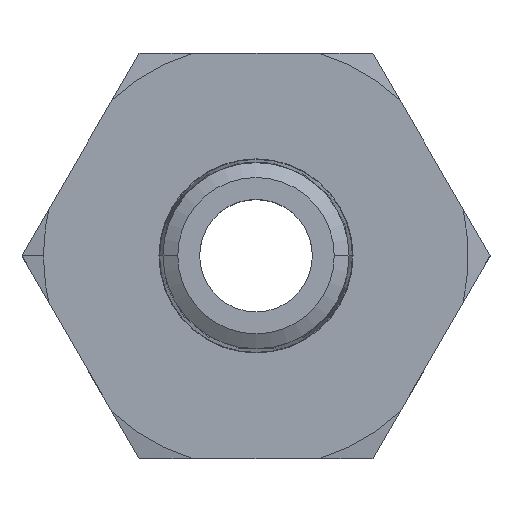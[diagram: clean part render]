
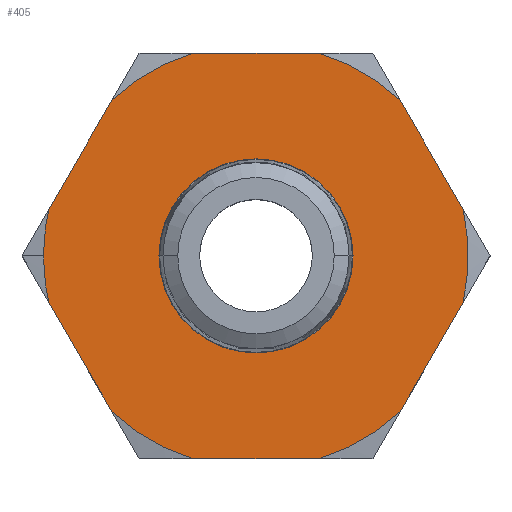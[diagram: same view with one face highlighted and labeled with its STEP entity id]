
A CAD part, top view. The second image highlights one B-rep face of the part: STEP entity #405.
In plain terms, the highlighted planar face has unit normal (0, 0, 1).
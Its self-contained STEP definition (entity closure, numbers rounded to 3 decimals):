
#119 = CARTESIAN_POINT ( 'NONE',  ( 5.628, -18., 8.067 ) ) ;
#122 = CIRCLE ( 'NONE', #172, 8.618 ) ;
#133 = CARTESIAN_POINT ( 'NONE',  ( 18.402, -4.126, 8.067 ) ) ;
#169 = DIRECTION ( 'NONE',  ( 1., 0., 0. ) ) ;
#170 = DIRECTION ( 'NONE',  ( 0., 0., 1. ) ) ;
#171 = CARTESIAN_POINT ( 'NONE',  ( 0., 0., 8.067 ) ) ;
#172 = AXIS2_PLACEMENT_3D ( 'NONE', #171, #170, #169 ) ;
#210 = DIRECTION ( 'NONE',  ( -0.5, -0.866, 0. ) ) ;
#211 = VECTOR ( 'NONE', #210, 1000. ) ;
#212 = CARTESIAN_POINT ( 'NONE',  ( 24.588, 6.588, 8.067 ) ) ;
#213 = LINE ( 'NONE', #212, #211 ) ;
#224 = CARTESIAN_POINT ( 'NONE',  ( -5.628, -18., 8.067 ) ) ;
#225 = DIRECTION ( 'NONE',  ( -1., 0., 0. ) ) ;
#226 = VECTOR ( 'NONE', #225, 1000. ) ;
#227 = CARTESIAN_POINT ( 'NONE',  ( 0., -18., 8.067 ) ) ;
#228 = LINE ( 'NONE', #227, #226 ) ;
#229 = CARTESIAN_POINT ( 'NONE',  ( 12.775, -13.874, 8.067 ) ) ;
#249 = EDGE_CURVE ( 'NONE', #252, #283, #808, .T. ) ;
#252 = VERTEX_POINT ( 'NONE', #800 ) ;
#255 = VERTEX_POINT ( 'NONE', #842 ) ;
#275 = VERTEX_POINT ( 'NONE', #925 ) ;
#280 = EDGE_CURVE ( 'NONE', #275, #281, #955, .T. ) ;
#281 = VERTEX_POINT ( 'NONE', #950 ) ;
#283 = VERTEX_POINT ( 'NONE', #943 ) ;
#303 = ORIENTED_EDGE ( 'NONE', *, *, #829, .F. ) ;
#304 = ORIENTED_EDGE ( 'NONE', *, *, #305, .T. ) ;
#305 = EDGE_CURVE ( 'NONE', #864, #792, #899, .T. ) ;
#309 = VERTEX_POINT ( 'NONE', #1011 ) ;
#334 = EDGE_CURVE ( 'NONE', #255, #309, #1009, .T. ) ;
#342 = ORIENTED_EDGE ( 'NONE', *, *, #345, .T. ) ;
#343 = ORIENTED_EDGE ( 'NONE', *, *, #721, .F. ) ;
#345 = EDGE_CURVE ( 'NONE', #252, #672, #1037, .T. ) ;
#346 = ORIENTED_EDGE ( 'NONE', *, *, #249, .F. ) ;
#347 = EDGE_CURVE ( 'NONE', #275, #283, #1086, .T. ) ;
#348 = ORIENTED_EDGE ( 'NONE', *, *, #334, .F. ) ;
#349 = ORIENTED_EDGE ( 'NONE', *, *, #350, .T. ) ;
#350 = EDGE_CURVE ( 'NONE', #255, #281, #1000, .T. ) ;
#351 = ORIENTED_EDGE ( 'NONE', *, *, #280, .F. ) ;
#352 = ORIENTED_EDGE ( 'NONE', *, *, #637, .T. ) ;
#353 = ORIENTED_EDGE ( 'NONE', *, *, #618, .F. ) ;
#354 = ORIENTED_EDGE ( 'NONE', *, *, #355, .T. ) ;
#355 = EDGE_CURVE ( 'NONE', #634, #832, #995, .T. ) ;
#357 = EDGE_LOOP ( 'NONE', ( #365, #343 ) ) ;
#365 = ORIENTED_EDGE ( 'NONE', *, *, #845, .F. ) ;
#367 = ORIENTED_EDGE ( 'NONE', *, *, #347, .T. ) ;
#369 = ORIENTED_EDGE ( 'NONE', *, *, #872, .F. ) ;
#370 = ORIENTED_EDGE ( 'NONE', *, *, #376, .T. ) ;
#376 = EDGE_CURVE ( 'NONE', #790, #309, #1099, .T. ) ;
#405 = ADVANCED_FACE ( 'NONE', ( #1168, #1172 ), #1171, .F. ) ;
#411 = EDGE_LOOP ( 'NONE', ( #367, #346, #342, #352, #353, #354, #303, #304, #369, #370, #348, #349, #351 ) ) ;
#618 = EDGE_CURVE ( 'NONE', #634, #673, #1476, .T. ) ;
#634 = VERTEX_POINT ( 'NONE', #1448 ) ;
#637 = EDGE_CURVE ( 'NONE', #672, #673, #1574, .T. ) ;
#672 = VERTEX_POINT ( 'NONE', #1539 ) ;
#673 = VERTEX_POINT ( 'NONE', #1538 ) ;
#721 = EDGE_CURVE ( 'NONE', #739, #738, #1719, .T. ) ;
#738 = VERTEX_POINT ( 'NONE', #1699 ) ;
#739 = VERTEX_POINT ( 'NONE', #1698 ) ;
#790 = VERTEX_POINT ( 'NONE', #133 ) ;
#792 = VERTEX_POINT ( 'NONE', #229 ) ;
#800 = CARTESIAN_POINT ( 'NONE',  ( -18.402, 4.126, 8.067 ) ) ;
#805 = DIRECTION ( 'NONE',  ( 0.5, 0.866, 0. ) ) ;
#806 = VECTOR ( 'NONE', #805, 1000. ) ;
#807 = CARTESIAN_POINT ( 'NONE',  ( -6.588, 24.588, 8.067 ) ) ;
#808 = LINE ( 'NONE', #807, #806 ) ;
#829 = EDGE_CURVE ( 'NONE', #864, #832, #228, .T. ) ;
#832 = VERTEX_POINT ( 'NONE', #224 ) ;
#842 = CARTESIAN_POINT ( 'NONE',  ( 12.775, 13.874, 8.067 ) ) ;
#845 = EDGE_CURVE ( 'NONE', #738, #739, #122, .T. ) ;
#864 = VERTEX_POINT ( 'NONE', #119 ) ;
#872 = EDGE_CURVE ( 'NONE', #790, #792, #213, .T. ) ;
#896 = DIRECTION ( 'NONE',  ( 1., 0., 0. ) ) ;
#897 = DIRECTION ( 'NONE',  ( 0., 0., 1. ) ) ;
#898 = AXIS2_PLACEMENT_3D ( 'NONE', #906, #897, #896 ) ;
#899 = CIRCLE ( 'NONE', #898, 18.859 ) ;
#906 = CARTESIAN_POINT ( 'NONE',  ( 0., 0., 8.067 ) ) ;
#925 = CARTESIAN_POINT ( 'NONE',  ( -5.628, 18., 8.067 ) ) ;
#939 = VECTOR ( 'NONE', #951, 1000. ) ;
#943 = CARTESIAN_POINT ( 'NONE',  ( -12.775, 13.874, 8.067 ) ) ;
#950 = CARTESIAN_POINT ( 'NONE',  ( 5.628, 18., 8.067 ) ) ;
#951 = DIRECTION ( 'NONE',  ( 1., 0., 0. ) ) ;
#954 = CARTESIAN_POINT ( 'NONE',  ( 0., 18., 8.067 ) ) ;
#955 = LINE ( 'NONE', #954, #939 ) ;
#991 = DIRECTION ( 'NONE',  ( 1., 0., 0. ) ) ;
#992 = DIRECTION ( 'NONE',  ( 0., 0., 1. ) ) ;
#993 = CARTESIAN_POINT ( 'NONE',  ( 0., 0., 8.067 ) ) ;
#994 = AXIS2_PLACEMENT_3D ( 'NONE', #993, #992, #991 ) ;
#995 = CIRCLE ( 'NONE', #994, 18.859 ) ;
#996 = DIRECTION ( 'NONE',  ( 1., 0., 0. ) ) ;
#997 = DIRECTION ( 'NONE',  ( 0., 0., 1. ) ) ;
#998 = CARTESIAN_POINT ( 'NONE',  ( 0., 0., 8.067 ) ) ;
#999 = AXIS2_PLACEMENT_3D ( 'NONE', #998, #997, #996 ) ;
#1000 = CIRCLE ( 'NONE', #999, 18.859 ) ;
#1001 = DIRECTION ( 'NONE',  ( 0.5, -0.866, 0. ) ) ;
#1002 = VECTOR ( 'NONE', #1001, 1000. ) ;
#1003 = CARTESIAN_POINT ( 'NONE',  ( 6.588, 24.588, 8.067 ) ) ;
#1009 = LINE ( 'NONE', #1003, #1002 ) ;
#1011 = CARTESIAN_POINT ( 'NONE',  ( 18.402, 4.126, 8.067 ) ) ;
#1037 = CIRCLE ( 'NONE', #1090, 18.859 ) ;
#1082 = DIRECTION ( 'NONE',  ( 1., 0., 0. ) ) ;
#1083 = DIRECTION ( 'NONE',  ( 0., 0., 1. ) ) ;
#1084 = CARTESIAN_POINT ( 'NONE',  ( 0., 0., 8.067 ) ) ;
#1085 = AXIS2_PLACEMENT_3D ( 'NONE', #1084, #1083, #1082 ) ;
#1086 = CIRCLE ( 'NONE', #1085, 18.859 ) ;
#1087 = DIRECTION ( 'NONE',  ( 1., 0., 0. ) ) ;
#1088 = DIRECTION ( 'NONE',  ( 0., 0., 1. ) ) ;
#1089 = CARTESIAN_POINT ( 'NONE',  ( 0., 0., 8.067 ) ) ;
#1090 = AXIS2_PLACEMENT_3D ( 'NONE', #1089, #1088, #1087 ) ;
#1095 = DIRECTION ( 'NONE',  ( 1., 0., 0. ) ) ;
#1096 = DIRECTION ( 'NONE',  ( 0., 0., 1. ) ) ;
#1097 = CARTESIAN_POINT ( 'NONE',  ( 0., 0., 8.067 ) ) ;
#1098 = AXIS2_PLACEMENT_3D ( 'NONE', #1097, #1096, #1095 ) ;
#1099 = CIRCLE ( 'NONE', #1098, 18.859 ) ;
#1139 = DIRECTION ( 'NONE',  ( -1., 0., 0. ) ) ;
#1140 = DIRECTION ( 'NONE',  ( 0., 0., -1. ) ) ;
#1141 = CARTESIAN_POINT ( 'NONE',  ( 0., 20.785, 8.067 ) ) ;
#1168 = FACE_BOUND ( 'NONE', #357, .T. ) ;
#1170 = AXIS2_PLACEMENT_3D ( 'NONE', #1141, #1140, #1139 ) ;
#1171 = PLANE ( 'NONE',  #1170 ) ;
#1172 = FACE_OUTER_BOUND ( 'NONE', #411, .T. ) ;
#1448 = CARTESIAN_POINT ( 'NONE',  ( -12.775, -13.874, 8.067 ) ) ;
#1473 = DIRECTION ( 'NONE',  ( -0.5, 0.866, 0. ) ) ;
#1474 = VECTOR ( 'NONE', #1473, 1000. ) ;
#1475 = CARTESIAN_POINT ( 'NONE',  ( -24.588, 6.588, 8.067 ) ) ;
#1476 = LINE ( 'NONE', #1475, #1474 ) ;
#1507 = AXIS2_PLACEMENT_3D ( 'NONE', #1581, #1619, #1585 ) ;
#1538 = CARTESIAN_POINT ( 'NONE',  ( -18.402, -4.126, 8.067 ) ) ;
#1539 = CARTESIAN_POINT ( 'NONE',  ( -18.859, 0., 8.067 ) ) ;
#1574 = CIRCLE ( 'NONE', #1507, 18.859 ) ;
#1581 = CARTESIAN_POINT ( 'NONE',  ( 0., 0., 8.067 ) ) ;
#1585 = DIRECTION ( 'NONE',  ( 1., 0., 0. ) ) ;
#1619 = DIRECTION ( 'NONE',  ( 0., 0., 1. ) ) ;
#1698 = CARTESIAN_POINT ( 'NONE',  ( 8.618, 0., 8.067 ) ) ;
#1699 = CARTESIAN_POINT ( 'NONE',  ( -8.618, 0., 8.067 ) ) ;
#1715 = DIRECTION ( 'NONE',  ( 1., 0., 0. ) ) ;
#1716 = DIRECTION ( 'NONE',  ( 0., 0., 1. ) ) ;
#1717 = CARTESIAN_POINT ( 'NONE',  ( 0., 0., 8.067 ) ) ;
#1718 = AXIS2_PLACEMENT_3D ( 'NONE', #1717, #1716, #1715 ) ;
#1719 = CIRCLE ( 'NONE', #1718, 8.618 ) ;
